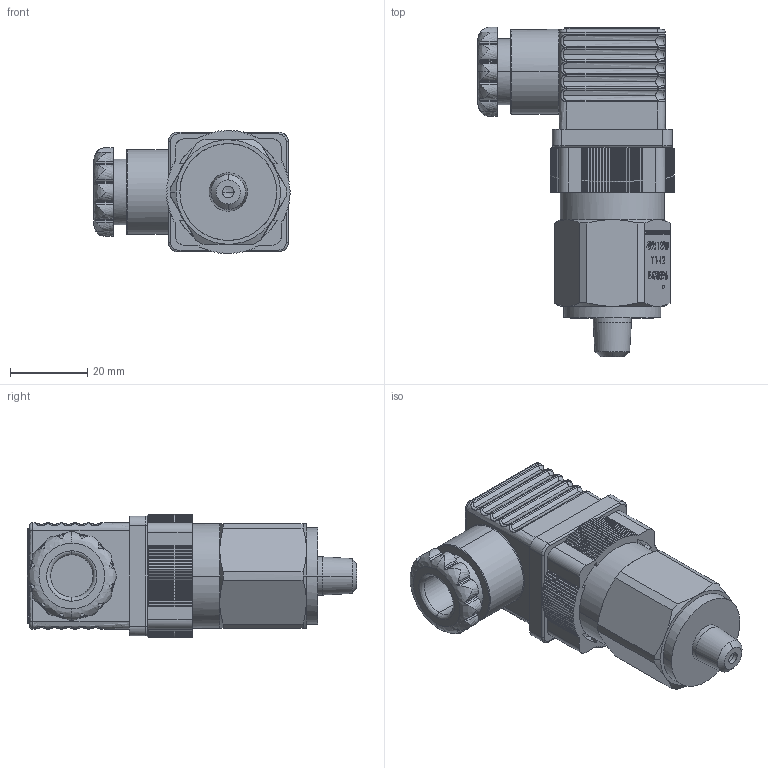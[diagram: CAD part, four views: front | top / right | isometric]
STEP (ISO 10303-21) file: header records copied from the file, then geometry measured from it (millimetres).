
FILE_DESCRIPTION(/* description */ (''),/* implementation_level */ '2;1');
FILE_NAME(/* name */ '1701~PK2',/* time_stamp */ '2018-12-21T10:37:00+01:00',/* author */ (''),/* organization */ (''),/* preprocessor_version */ 'ST-DEVELOPER v15',/* originating_system */ '',/* authorisation */ '');
FILE_SCHEMA (('CONFIG_CONTROL_DESIGN'));
Length unit declared in the file: millimetre
Products named in the file (1): Document
Bounding box: 50.75 x 85.15 x 32 mm (x, y, z)
Surface area: 14304.3 mm2 (no closed solid volume)
Topology: 0 solids, 149 shells, 736 faces, 3499 edges, 2827 vertices
Faces by surface type: bspline 389, plane 347
Entity records: 49977 total; most frequent: CARTESIAN_POINT 32181, ORIENTED_EDGE 4960, EDGE_CURVE 3483, VERTEX_POINT 2827, B_SPLINE_CURVE_WITH_KNOTS 2700, EDGE_LOOP 822, ADVANCED_FACE 736, FACE_OUTER_BOUND 736
